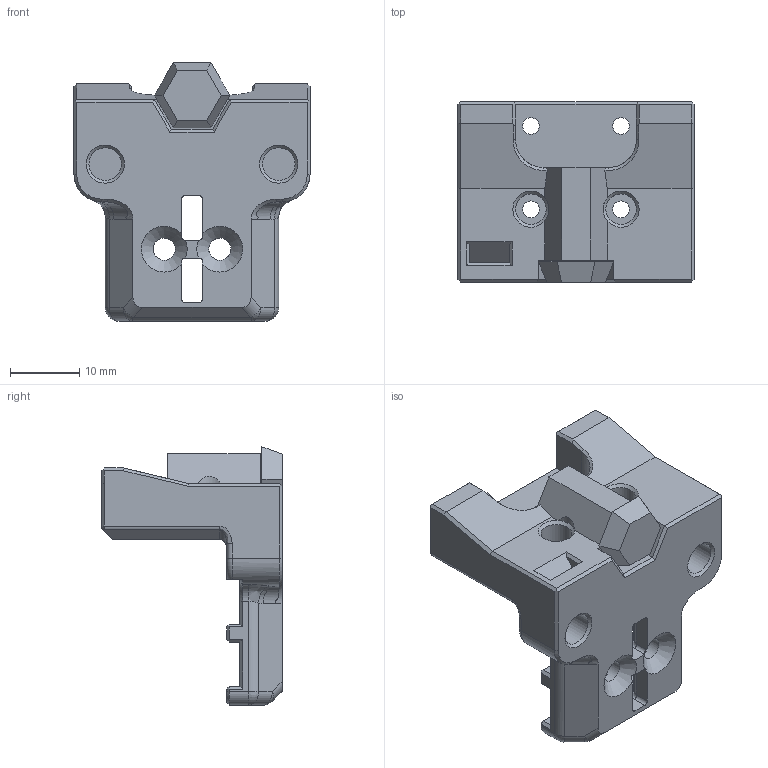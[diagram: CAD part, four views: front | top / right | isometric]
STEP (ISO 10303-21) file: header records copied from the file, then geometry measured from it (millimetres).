
FILE_DESCRIPTION(/* description */ (''),/* implementation_level */ '2;1');
FILE_NAME(/* name */ 'V0.2_Heatset_Carriage.step',/* time_stamp */ '2023-09-29T20:57:43-06:00',/* author */ (''),/* organization */ (''),/* preprocessor_version */ 'ST-DEVELOPER v20',/* originating_system */ 'Autodesk Translation Framework v12.14.0.127',/* authorisation */ '');
FILE_SCHEMA (('AUTOMOTIVE_DESIGN { 1 0 10303 214 3 1 1 }'));
Length unit declared in the file: millimetre
Products named in the file (7): V0.2R1_Master_Assembly; Gantry; Mini Stealthburner; Printed Parts (12); X Carriage; X Carriage Body; X Carriage Support
Assembly tree (6 placements, depth 6):
  V0.2R1_Master_Assembly
    Gantry
      Mini Stealthburner
        Printed Parts (12)
          X Carriage
            X Carriage Body
            X Carriage Support
Bounding box: 34 x 26.04 x 37.26 mm (x, y, z)
Volume: 9640.7 mm3; surface area: 5608.2 mm2
Topology: 2 solids, 2 shells, 273 faces, 732 edges, 457 vertices
Faces by surface type: plane 174, cylinder 56, cone 19, bspline 10, torus 10, sphere 4
Full cylindrical faces by diameter (mm): 2.4 x4, 3.2 x2, 3.4 x1, 4.4 x2, 4.7 x4
Entity records: 9536 total; most frequent: CARTESIAN_POINT 2467, ORIENTED_EDGE 1456, DIRECTION 1411, EDGE_CURVE 728, LINE 523, VECTOR 523, VERTEX_POINT 457, AXIS2_PLACEMENT_3D 444
